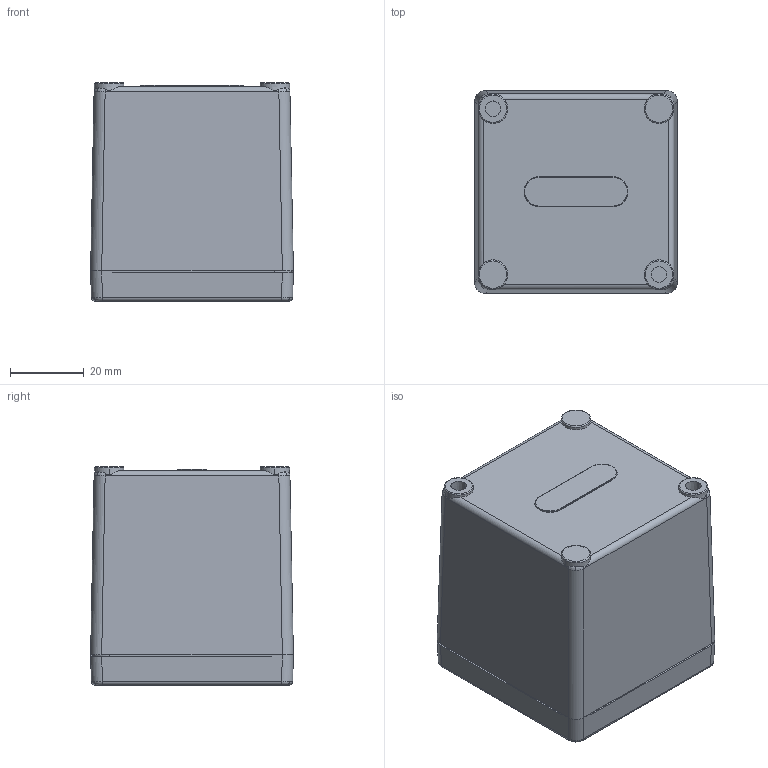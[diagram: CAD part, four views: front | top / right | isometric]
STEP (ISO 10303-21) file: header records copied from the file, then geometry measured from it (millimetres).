
FILE_DESCRIPTION (( 'STEP AP214' ), '1' );
FILE_NAME ('02060606.STEP', '2008-08-14T10:07:47', ( ' ' ), ( '' ), 'SwSTEP 2.0', 'SolidWorks 2008', '' );
FILE_SCHEMA (( 'AUTOMOTIVE_DESIGN' ));
Length unit declared in the file: millimetre
Products named in the file (8): 86223_Standard; 21040-Unterteil_Standard; 23030-Deckel_Standard; 86220_Standard; 82060_Standard; 93131_Standard; 02060606
Assembly tree (10 placements, depth 3):
  02060606
    82060_Standard
    23030-Deckel_Standard
    21040-Unterteil_Standard
      86220_Standard  x2
      86223_Standard  x2
      21040-Unterteil_Standard
    93131_Standard  x2
Bounding box: 55 x 55 x 59.2 mm (x, y, z)
Volume: 77479.1 mm3; surface area: 42683.6 mm2
Topology: 9 solids, 9 shells, 485 faces, 1185 edges, 720 vertices
Faces by surface type: plane 174, cylinder 114, cone 99, torus 52, bspline 46
Entity records: 12707 total; most frequent: CARTESIAN_POINT 3850, ORIENTED_EDGE 1890, DIRECTION 1719, EDGE_CURVE 945, AXIS2_PLACEMENT_3D 661, VERTEX_POINT 580, EDGE_LOOP 417, LINE 397
